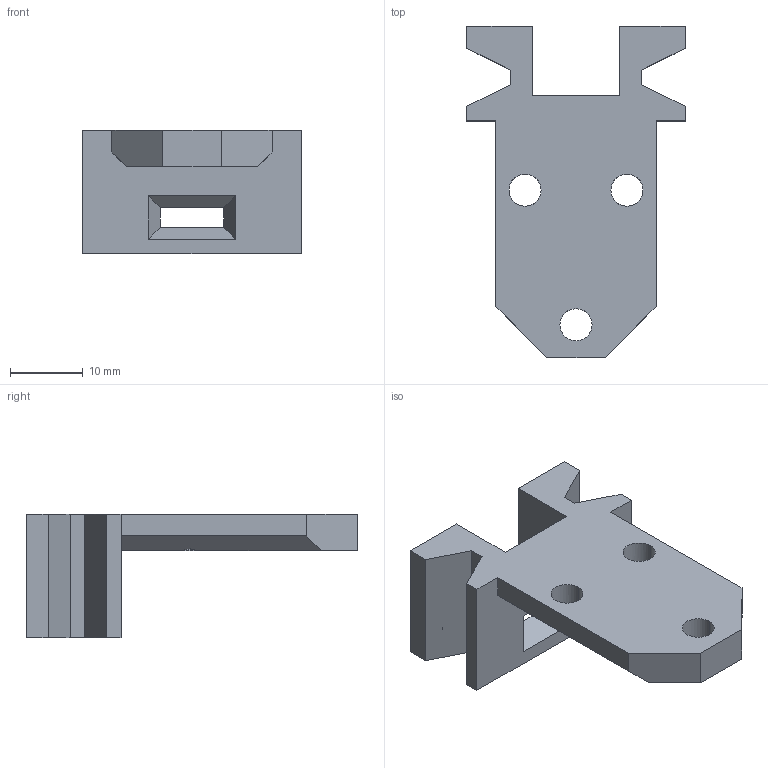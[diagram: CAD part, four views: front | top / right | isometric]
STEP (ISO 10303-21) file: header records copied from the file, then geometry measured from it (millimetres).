
FILE_DESCRIPTION (( 'STEP AP214' ), '1' );
FILE_NAME ('Hot End Cradle.STEP', '2023-01-28T20:50:15', ( '' ), ( '' ), 'SwSTEP 2.0', 'SolidWorks 2020', '' );
FILE_SCHEMA (( 'AUTOMOTIVE_DESIGN' ));
Length unit declared in the file: millimetre
Products named in the file (1): Hot End Cradle
Bounding box: 30 x 45.5 x 17 mm (x, y, z)
Volume: 6387 mm3; surface area: 4269.6 mm2
Topology: 1 solids, 1 shells, 42 faces, 120 edges, 80 vertices
Faces by surface type: plane 32, cylinder 10
Entity records: 1414 total; most frequent: CARTESIAN_POINT 255, ORIENTED_EDGE 240, DIRECTION 222, EDGE_CURVE 120, LINE 96, VECTOR 96, VERTEX_POINT 80, AXIS2_PLACEMENT_3D 63
